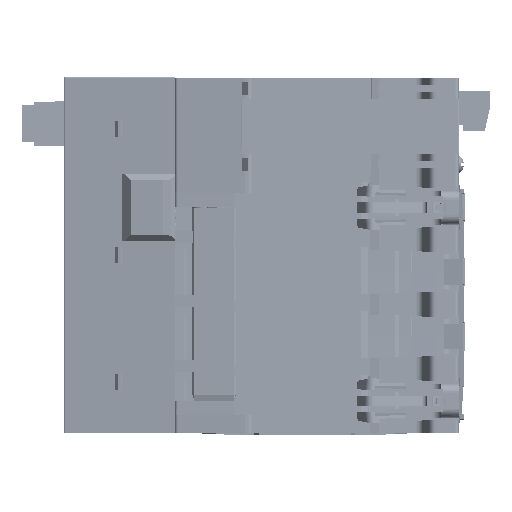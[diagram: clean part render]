
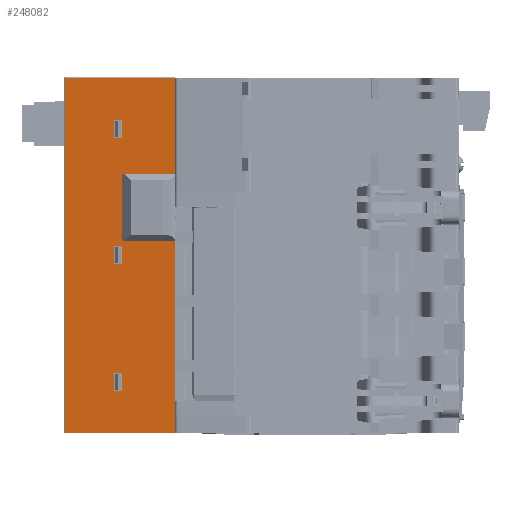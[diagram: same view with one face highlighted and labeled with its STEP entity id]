
A CAD part, front view. The second image highlights one B-rep face of the part: STEP entity #248082.
In plain terms, the highlighted planar face has unit normal (-0.113, -0.994, 0).
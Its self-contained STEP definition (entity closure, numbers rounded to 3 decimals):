
#32503=CARTESIAN_POINT('',(-109.545,90.596,
7.153));
#32505=DIRECTION('',(0.,0.,1.));
#32506=VECTOR('',#32505,53.);
#32507=CARTESIAN_POINT('',(-109.545,90.596,
7.153));
#32508=LINE('',#32507,#32506);
#32571=DIRECTION('',(0.994,-0.113,0.));
#32572=VECTOR('',#32571,30.519);
#32573=CARTESIAN_POINT('',(-139.868,94.051,
7.153));
#32574=LINE('',#32573,#32572);
#32594=DIRECTION('',(0.,0.,-1.));
#32595=VECTOR('',#32594,98.1);
#32596=CARTESIAN_POINT('',(-139.868,94.051,
105.253));
#32597=LINE('',#32596,#32595);
#32613=DIRECTION('',(-0.994,0.113,0.));
#32614=VECTOR('',#32613,30.519);
#32615=CARTESIAN_POINT('',(-109.545,90.596,
105.253));
#32616=LINE('',#32615,#32614);
#32617=DIRECTION('',(0.,0.,-1.));
#32618=VECTOR('',#32617,26.6);
#32619=CARTESIAN_POINT('',(-109.545,90.596,
105.253));
#32620=LINE('',#32619,#32618);
#32621=DIRECTION('',(0.,0.,-1.));
#32622=VECTOR('',#32621,18.5);
#32623=CARTESIAN_POINT('',(-124.054,92.249,
78.653));
#32624=LINE('',#32623,#32622);
#32625=DIRECTION('',(0.,0.,1.));
#32626=VECTOR('',#32625,4.9);
#32627=CARTESIAN_POINT('',(-124.195,92.265,
18.753));
#32628=LINE('',#32627,#32626);
#32629=DIRECTION('',(0.,0.,-1.));
#32630=VECTOR('',#32629,4.9);
#32631=CARTESIAN_POINT('',(-126.195,92.493,
23.653));
#32632=LINE('',#32631,#32630);
#32633=DIRECTION('',(0.,0.,1.));
#32634=VECTOR('',#32633,4.9);
#32635=CARTESIAN_POINT('',(-124.195,92.265,
53.753));
#32636=LINE('',#32635,#32634);
#32637=DIRECTION('',(0.,0.,-1.));
#32638=VECTOR('',#32637,4.9);
#32639=CARTESIAN_POINT('',(-126.195,92.493,
58.653));
#32640=LINE('',#32639,#32638);
#32641=DIRECTION('',(0.,0.,1.));
#32642=VECTOR('',#32641,4.9);
#32643=CARTESIAN_POINT('',(-124.195,92.265,
88.753));
#32644=LINE('',#32643,#32642);
#32645=DIRECTION('',(0.,0.,-1.));
#32646=VECTOR('',#32645,4.9);
#32647=CARTESIAN_POINT('',(-126.195,92.493,
93.653));
#32648=LINE('',#32647,#32646);
#32653=DIRECTION('',(0.994,-0.113,0.));
#32654=VECTOR('',#32653,14.603);
#32655=CARTESIAN_POINT('',(-124.054,92.249,
78.653));
#32656=LINE('',#32655,#32654);
#32705=DIRECTION('',(-0.994,0.113,0.));
#32706=VECTOR('',#32705,14.603);
#32707=CARTESIAN_POINT('',(-109.545,90.596,
60.153));
#32708=LINE('',#32707,#32706);
#32733=DIRECTION('',(-0.994,0.113,0.));
#32734=VECTOR('',#32733,2.013);
#32735=CARTESIAN_POINT('',(-124.195,92.265,
18.753));
#32736=LINE('',#32735,#32734);
#32753=DIRECTION('',(0.994,-0.113,0.));
#32754=VECTOR('',#32753,2.013);
#32755=CARTESIAN_POINT('',(-126.195,92.493,
23.653));
#32756=LINE('',#32755,#32754);
#32773=DIRECTION('',(-0.994,0.113,0.));
#32774=VECTOR('',#32773,2.013);
#32775=CARTESIAN_POINT('',(-124.195,92.265,
53.753));
#32776=LINE('',#32775,#32774);
#32793=DIRECTION('',(0.994,-0.113,0.));
#32794=VECTOR('',#32793,2.013);
#32795=CARTESIAN_POINT('',(-126.195,92.493,
58.653));
#32796=LINE('',#32795,#32794);
#32813=DIRECTION('',(-0.994,0.113,0.));
#32814=VECTOR('',#32813,2.013);
#32815=CARTESIAN_POINT('',(-124.195,92.265,
88.753));
#32816=LINE('',#32815,#32814);
#32833=DIRECTION('',(0.994,-0.113,0.));
#32834=VECTOR('',#32833,2.013);
#32835=CARTESIAN_POINT('',(-126.195,92.493,
93.653));
#32836=LINE('',#32835,#32834);
#162634=VERTEX_POINT('',#32503);
#162635=CARTESIAN_POINT('',(-109.545,90.596,
60.153));
#162636=VERTEX_POINT('',#162635);
#162645=CARTESIAN_POINT('',(-109.545,90.596,
78.653));
#162646=VERTEX_POINT('',#162645);
#162647=CARTESIAN_POINT('',(-109.545,90.596,
105.253));
#162648=VERTEX_POINT('',#162647);
#162700=CARTESIAN_POINT('',(-139.868,94.051,
7.153));
#162701=VERTEX_POINT('',#162700);
#162702=CARTESIAN_POINT('',(-139.868,94.051,
105.253));
#162703=VERTEX_POINT('',#162702);
#162704=CARTESIAN_POINT('',(-124.054,92.249,
78.653));
#162705=VERTEX_POINT('',#162704);
#162706=CARTESIAN_POINT('',(-124.054,92.249,
60.153));
#162707=VERTEX_POINT('',#162706);
#162708=CARTESIAN_POINT('',(-124.195,92.265,
18.753));
#162709=CARTESIAN_POINT('',(-126.195,92.493,
18.753));
#162710=VERTEX_POINT('',#162708);
#162711=VERTEX_POINT('',#162709);
#162712=CARTESIAN_POINT('',(-124.195,92.265,
23.653));
#162713=VERTEX_POINT('',#162712);
#162714=CARTESIAN_POINT('',(-126.195,92.493,
23.653));
#162715=VERTEX_POINT('',#162714);
#162716=CARTESIAN_POINT('',(-124.195,92.265,
53.753));
#162717=CARTESIAN_POINT('',(-126.195,92.493,
53.753));
#162718=VERTEX_POINT('',#162716);
#162719=VERTEX_POINT('',#162717);
#162720=CARTESIAN_POINT('',(-124.195,92.265,
58.653));
#162721=VERTEX_POINT('',#162720);
#162722=CARTESIAN_POINT('',(-126.195,92.493,
58.653));
#162723=VERTEX_POINT('',#162722);
#162724=CARTESIAN_POINT('',(-124.195,92.265,
88.753));
#162725=CARTESIAN_POINT('',(-126.195,92.493,
88.753));
#162726=VERTEX_POINT('',#162724);
#162727=VERTEX_POINT('',#162725);
#162728=CARTESIAN_POINT('',(-124.195,92.265,
93.653));
#162729=VERTEX_POINT('',#162728);
#162730=CARTESIAN_POINT('',(-126.195,92.493,
93.653));
#162731=VERTEX_POINT('',#162730);
#248034=CARTESIAN_POINT('',(-90.893,88.471,
105.453));
#248035=DIRECTION('',(-0.113,-0.994,0.));
#248036=DIRECTION('',(0.994,-0.113,0.));
#248037=AXIS2_PLACEMENT_3D('',#248034,#248035,#248036);
#248038=PLANE('',#248037);
#248039=ORIENTED_EDGE('',*,*,#248018,.F.);
#248040=ORIENTED_EDGE('',*,*,#247861,.T.);
#248042=ORIENTED_EDGE('',*,*,#248041,.F.);
#248044=ORIENTED_EDGE('',*,*,#248043,.T.);
#248046=ORIENTED_EDGE('',*,*,#248045,.F.);
#248047=ORIENTED_EDGE('',*,*,#247849,.F.);
#248048=ORIENTED_EDGE('',*,*,#247941,.F.);
#248049=ORIENTED_EDGE('',*,*,#247981,.F.);
#248050=EDGE_LOOP('',(#248039,#248040,#248042,#248044,#248046,#248047,#248048,
#248049));
#248051=FACE_OUTER_BOUND('',#248050,.F.);
#248053=ORIENTED_EDGE('',*,*,#248052,.F.);
#248055=ORIENTED_EDGE('',*,*,#248054,.T.);
#248057=ORIENTED_EDGE('',*,*,#248056,.F.);
#248059=ORIENTED_EDGE('',*,*,#248058,.T.);
#248060=EDGE_LOOP('',(#248053,#248055,#248057,#248059));
#248061=FACE_BOUND('',#248060,.F.);
#248063=ORIENTED_EDGE('',*,*,#248062,.F.);
#248065=ORIENTED_EDGE('',*,*,#248064,.T.);
#248067=ORIENTED_EDGE('',*,*,#248066,.F.);
#248069=ORIENTED_EDGE('',*,*,#248068,.T.);
#248070=EDGE_LOOP('',(#248063,#248065,#248067,#248069));
#248071=FACE_BOUND('',#248070,.F.);
#248073=ORIENTED_EDGE('',*,*,#248072,.F.);
#248075=ORIENTED_EDGE('',*,*,#248074,.T.);
#248077=ORIENTED_EDGE('',*,*,#248076,.F.);
#248079=ORIENTED_EDGE('',*,*,#248078,.T.);
#248080=EDGE_LOOP('',(#248073,#248075,#248077,#248079));
#248081=FACE_BOUND('',#248080,.F.);
#247849=EDGE_CURVE('',#162634,#162636,#32508,.T.);
#247861=EDGE_CURVE('',#162648,#162646,#32620,.T.);
#247941=EDGE_CURVE('',#162701,#162634,#32574,.T.);
#247981=EDGE_CURVE('',#162703,#162701,#32597,.T.);
#248018=EDGE_CURVE('',#162648,#162703,#32616,.T.);
#248041=EDGE_CURVE('',#162705,#162646,#32656,.T.);
#248043=EDGE_CURVE('',#162705,#162707,#32624,.T.);
#248045=EDGE_CURVE('',#162636,#162707,#32708,.T.);
#248052=EDGE_CURVE('',#162710,#162711,#32736,.T.);
#248054=EDGE_CURVE('',#162710,#162713,#32628,.T.);
#248056=EDGE_CURVE('',#162715,#162713,#32756,.T.);
#248058=EDGE_CURVE('',#162715,#162711,#32632,.T.);
#248062=EDGE_CURVE('',#162718,#162719,#32776,.T.);
#248064=EDGE_CURVE('',#162718,#162721,#32636,.T.);
#248066=EDGE_CURVE('',#162723,#162721,#32796,.T.);
#248068=EDGE_CURVE('',#162723,#162719,#32640,.T.);
#248072=EDGE_CURVE('',#162726,#162727,#32816,.T.);
#248074=EDGE_CURVE('',#162726,#162729,#32644,.T.);
#248076=EDGE_CURVE('',#162731,#162729,#32836,.T.);
#248078=EDGE_CURVE('',#162731,#162727,#32648,.T.);
#248082=ADVANCED_FACE('',(#248051,#248061,#248071,#248081),#248038,.T.);
